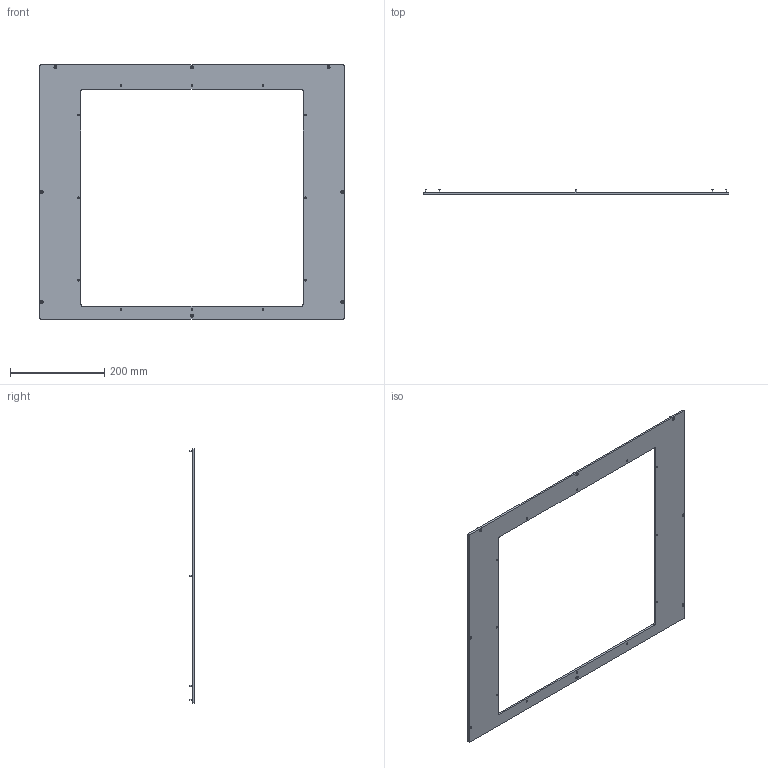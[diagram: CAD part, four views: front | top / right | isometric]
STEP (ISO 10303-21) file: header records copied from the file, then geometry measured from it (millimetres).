
FILE_DESCRIPTION (( 'STEP AP214' ), '1' );
FILE_NAME ('INGUN_113445.STEP', '2024-03-04T08:31:13', ( '' ), ( '' ), 'SwSTEP 2.0', 'SolidWorks 2021', '' );
FILE_SCHEMA (( 'AUTOMOTIVE_DESIGN' ));
Length unit declared in the file: millimetre
Products named in the file (3): 111112~2; DIN7991~n_M03,0x010 VA; INGUN_113445
Assembly tree (9 placements, depth 2):
  INGUN_113445
    111112~2
    DIN7991~n_M03,0x010 VA  x8
Bounding box: 646 x 10 x 538 mm (x, y, z)
Volume: 525251.7 mm3; surface area: 281200.9 mm2
Topology: 9 solids, 9 shells, 298 faces, 752 edges, 480 vertices
Faces by surface type: cylinder 216, cone 48, plane 34
Entity records: 3727 total; most frequent: DIRECTION 653, CARTESIAN_POINT 555, ORIENTED_EDGE 538, AXIS2_PLACEMENT_3D 270, EDGE_CURVE 269, VERTEX_POINT 172, CIRCLE 156, EDGE_LOOP 145
